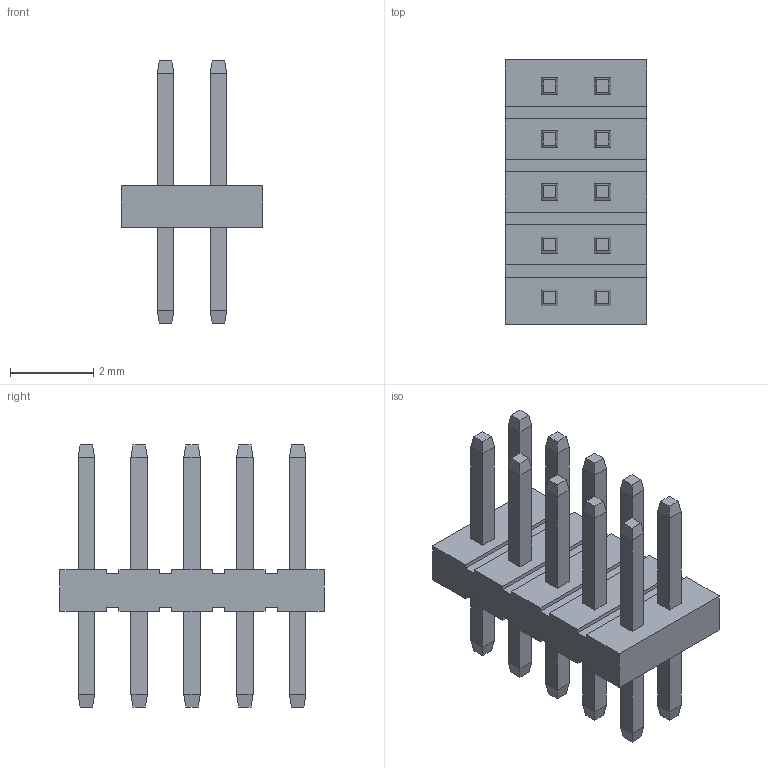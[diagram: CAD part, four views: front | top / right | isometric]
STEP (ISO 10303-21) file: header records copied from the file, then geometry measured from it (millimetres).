
FILE_DESCRIPTION(('FreeCAD Model'),'2;1');
FILE_NAME('Pin_Header_Straight_2x05_Pitch1.27mm.step','2020-01-27T15:08:53',('kicad StepUp'),('ksu MCAD'), 'Open CASCADE STEP processor 7.3','FreeCAD','Unknown');
FILE_SCHEMA(('AUTOMOTIVE_DESIGN { 1 0 10303 214 1 1 1 1 }'));
Length unit declared in the file: millimetre
Products named in the file (1): Pin_Header_Straight_2x05_Pitch1.27mm
Bounding box: 3.4 x 6.35 x 6.3 mm (x, y, z)
Volume: 29 mm3; surface area: 150 mm2
Topology: 1 solids, 1 shells, 218 faces, 508 edges, 312 vertices
Faces by surface type: plane 218
Entity records: 7511 total; most frequent: CARTESIAN_POINT 1039, ORIENTED_EDGE 1016, DIRECTION 946, EDGE_CURVE 508, LINE 508, VECTOR 508, VERTEX_POINT 312, FACE_BOUND 238
